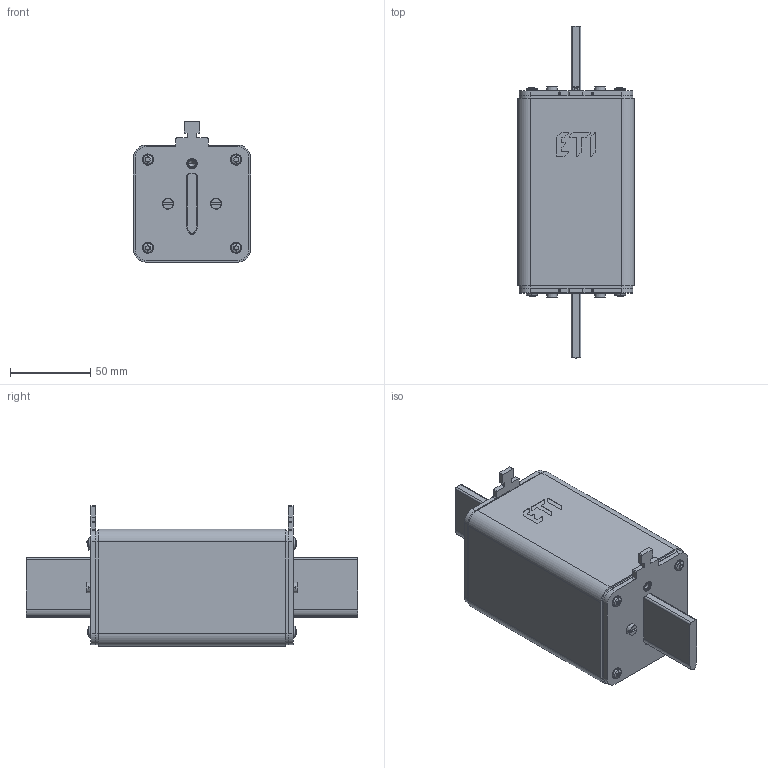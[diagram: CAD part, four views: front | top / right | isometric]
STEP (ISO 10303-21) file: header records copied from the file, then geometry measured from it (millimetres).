
FILE_DESCRIPTION((''),'2;1');
FILE_NAME('3L_1500V_ASM','2021-09-27T',('marketing.praksa'),('Audax d.o.o.'),'CREO PARAMETRIC BY PTC INC, 2017480','CREO PARAMETRIC BY PTC INC, 2017480','');
FILE_SCHEMA(('AUTOMOTIVE_DESIGN { 1 0 10303 214 1 1 1 1 }'));
Length unit declared in the file: millimetre
Products named in the file (12): 0000053299_2; 0000050967_1; 0000019000_AF1_1_1; 0000019002_AF1_2; 0000034889_ASM_1_ASM; 0000046024_1; 0000011586_1_1_2_3_4_5; 0000011580_1_1_2_3_4_5_6_7_8_17; 0000037880_1_1_2; 0000037876_1_1_2_3_4_5_6_7_8_12; 0000043213_1_1_2_3_4_5; 3L_1500V_ASM
Assembly tree (24 placements, depth 3):
  3L_1500V_ASM
    0000053299_2
    0000050967_1  x2
    0000034889_ASM_1_ASM  x2
      0000019000_AF1_1_1
      0000019002_AF1_2
    0000046024_1  x2
    0000011586_1_1_2_3_4_5
    0000011580_1_1_2_3_4_5_6_7_8_17
    0000037880_1_1_2
    0000037876_1_1_2_3_4_5_6_7_8_12  x4
    0000043213_1_1_2_3_4_5  x8
Bounding box: 73 x 207 x 87.5 mm (x, y, z)
Volume: 693518 mm3; surface area: 109914 mm2
Topology: 24 solids, 40 shells, 1107 faces, 3062 edges, 2006 vertices
Faces by surface type: cylinder 561, plane 267, bspline 123, cone 76, torus 48, sphere 16, extrusion 16
Entity records: 26082 total; most frequent: CARTESIAN_POINT 7281, DIRECTION 2666, ORIENTED_EDGE 2434, EDGE_CURVE 1239, AXIS2_PLACEMENT_3D 1034, PRESENTATION_STYLE_ASSIGNMENT 857, VERTEX_POINT 807, STYLED_ITEM 806
